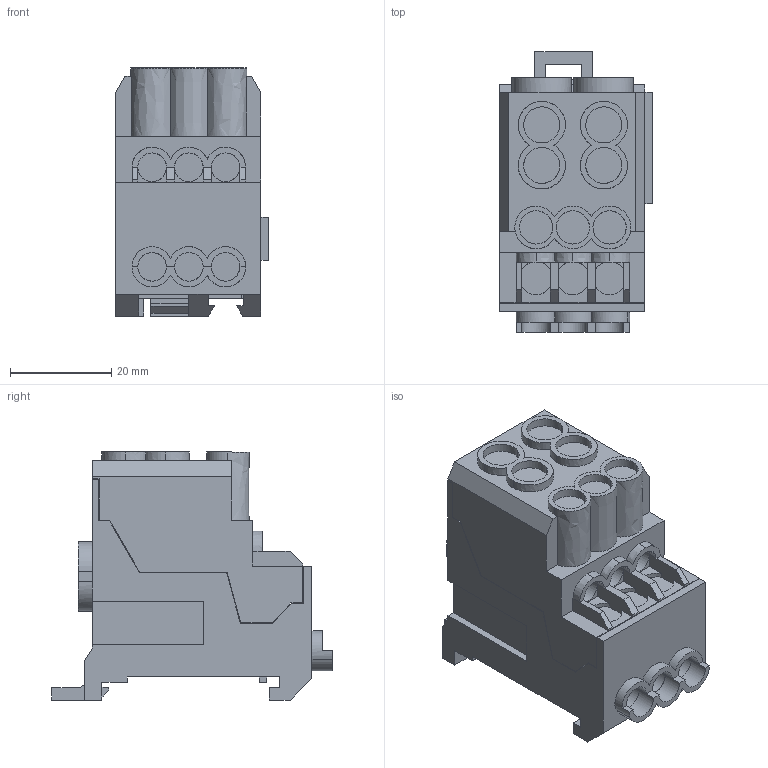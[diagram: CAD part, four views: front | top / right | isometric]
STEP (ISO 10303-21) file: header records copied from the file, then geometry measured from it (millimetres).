
FILE_DESCRIPTION(('CATIA V5 STEP Exchange','CAx-IF Rec.Pracs.--- Model Styling and Organization---1.5--- 2016-08-15','CAx-IF Rec.Pracs.---Supplemental Geometry---1.0---2011-11-01','CAx-IF Rec.Pracs.--- Composite Materials ---1.1---2010-07-15'),'2;1');
FILE_NAME ('7878430_3', '2024-07-10T12:10:14+00:00', ('none'), ('Weidmueller'), 'CATIA Version 5-6 Release 2022 SP4 HF5', 'CATIA V5 STEP AP214 v3', 'none');
FILE_SCHEMA(('AUTOMOTIVE_DESIGN { 1 0 10303 214 1 1 1 1 }'));
Length unit declared in the file: millimetre
Products named in the file (1): 1561920000_WPD_100_2x256x10_BL
Bounding box: 30.2 x 55.4 x 49.04 mm (x, y, z)
Volume: 44885.9 mm3; surface area: 16045.2 mm2
Topology: 1 solids, 1 shells, 302 faces, 835 edges, 547 vertices
Faces by surface type: plane 191, cylinder 63, extrusion 48
Entity records: 10380 total; most frequent: CARTESIAN_POINT 3169, ORIENTED_EDGE 1670, DIRECTION 1048, EDGE_CURVE 835, VECTOR 634, LINE 586, VERTEX_POINT 547, EDGE_LOOP 320
